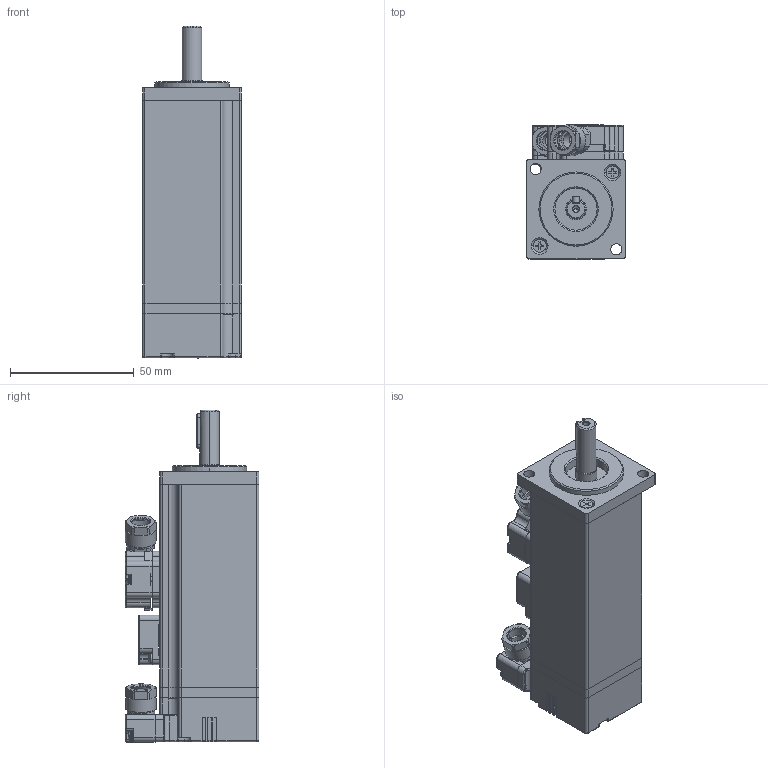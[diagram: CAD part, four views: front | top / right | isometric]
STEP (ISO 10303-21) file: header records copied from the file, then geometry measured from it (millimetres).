
FILE_DESCRIPTION((''),'2;1');
FILE_NAME('MS1H1-10B30CB-A332Z-S_ASM','2019-04-28T14:28:54',('w14852'),(''),'CREO PARAMETRIC BY PTC INC, 2017260','CREO PARAMETRIC BY PTC INC, 2017260','');
FILE_SCHEMA(('CONFIG_CONTROL_DESIGN'));
Length unit declared in the file: inch
Products named in the file (32): _1-SO-34370001_1_1_1; _1-SO-37490001_1_1_1; _1-SOLI00_1_1_1; _1-SO-142980001_1_1_1; _1-SO-180210001_1_1_1; _1-SO-192530001_1_1_1; 60_1_1_1; _1-SO-257970001_1_1_1; _1-SO-366180001_1_1_1; _1-SO-456000001_1_1_1; PLAIN_PARALLEL_KEYS-1-SOLID1_1_; _1-SO-509850001_1_1_1; _1-SO-581010001_1_1_1; _1-SO-652320001_1_1_1; _1-SO-657780001_1_1_1; _1-SO-660700001_1_1_1; 30_1_1_1; 31090519--MS1H1-100001_1_1_1; 31090644--1-SOL000_1_1_1; 31090646--1-SOL000_1_1_1; _1-SO-856720001_1_1_1; 10_1_1_1; MS1H1-10B30CB-A332Z_1_ASM_1_ASM_ASM; MS1H1-10B30CB-A332Z_ASM_1-35348_ASM; 1716920106_4_ASM_1_ASM; MS1H1-10B30CB-A332Z_ASM_1-35383_ASM; 22050011-LJ_4_1_1_1; 21E8-005-1072-P4_2_1_1_1; 21E8-005-1073-P4_2_1_1_1; 22060240_3_1; MS1H1-10B30CB-A332Z-S_ASM_1_ASM; MS1H1-10B30CB-A332Z-S_ASM
Assembly tree (33 placements, depth 6):
  MS1H1-10B30CB-A332Z-S_ASM
    MS1H1-10B30CB-A332Z-S_ASM_1_ASM
      MS1H1-10B30CB-A332Z_ASM_1-35383_ASM
        MS1H1-10B30CB-A332Z_ASM_1-35348_ASM
          MS1H1-10B30CB-A332Z_1_ASM_1_ASM_ASM
            _1-SO-34370001_1_1_1
            _1-SO-37490001_1_1_1
            _1-SOLI00_1_1_1
            _1-SO-142980001_1_1_1
            _1-SO-180210001_1_1_1
            _1-SO-192530001_1_1_1
            60_1_1_1
            _1-SO-257970001_1_1_1
            _1-SO-366180001_1_1_1
            _1-SO-456000001_1_1_1
            PLAIN_PARALLEL_KEYS-1-SOLID1_1_
            _1-SO-509850001_1_1_1
            _1-SO-581010001_1_1_1
            _1-SO-652320001_1_1_1
            _1-SO-657780001_1_1_1
            _1-SO-660700001_1_1_1
            30_1_1_1
            31090519--MS1H1-100001_1_1_1
            31090644--1-SOL000_1_1_1
            31090646--1-SOL000_1_1_1
            _1-SO-856720001_1_1_1
            10_1_1_1
        1716920106_4_ASM_1_ASM
      22050011-LJ_4_1_1_1  x2
      21E8-005-1072-P4_2_1_1_1
      21E8-005-1073-P4_2_1_1_1
      22060240_3_1  x2
Bounding box: 40 x 54.1 x 134.2 mm (x, y, z)
Volume: 172090.9 mm3; surface area: 45433.6 mm2
Topology: 28 solids, 30 shells, 1798 faces, 4890 edges, 3209 vertices
Faces by surface type: plane 1091, cylinder 519, torus 72, cone 39, extrusion 39, bspline 28, sphere 10
Entity records: 59094 total; most frequent: CARTESIAN_POINT 13429, ORIENTED_EDGE 9490, DIRECTION 9379, EDGE_CURVE 4749, VECTOR 3181, LINE 3142, VERTEX_POINT 3124, AXIS2_PLACEMENT_3D 3099
